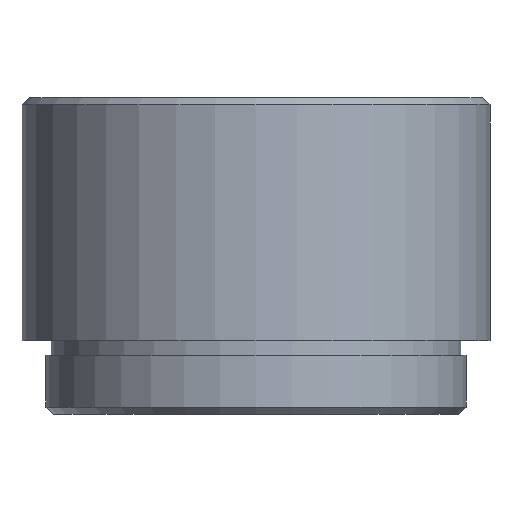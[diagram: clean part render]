
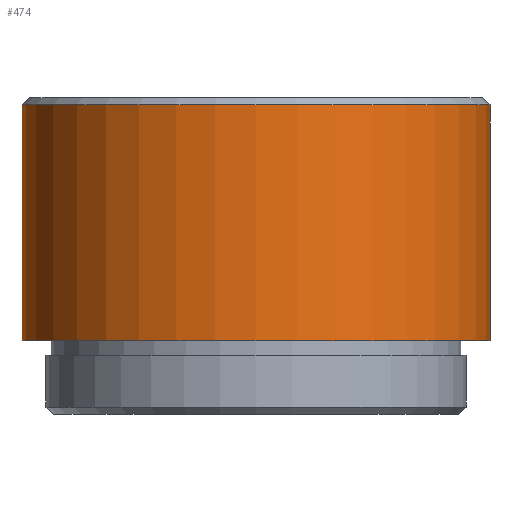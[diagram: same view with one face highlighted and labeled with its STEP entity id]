
A CAD part, front view. The second image highlights one B-rep face of the part: STEP entity #474.
In plain terms, the highlighted cylindrical face has radius 15.878 mm (diameter 31.756 mm), a partial arc.
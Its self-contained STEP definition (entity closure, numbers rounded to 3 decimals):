
#17 = CARTESIAN_POINT ( 'NONE',  ( -15.878, 0., 21. ) ) ;
#58 = DIRECTION ( 'NONE',  ( 0., 0., -1. ) ) ;
#64 = AXIS2_PLACEMENT_3D ( 'NONE', #295, #1243, #165 ) ;
#75 = ORIENTED_EDGE ( 'NONE', *, *, #403, .F. ) ;
#117 = EDGE_CURVE ( 'NONE', #1543, #256, #232, .T. ) ;
#132 = ORIENTED_EDGE ( 'NONE', *, *, #117, .T. ) ;
#146 = ORIENTED_EDGE ( 'NONE', *, *, #345, .T. ) ;
#165 = DIRECTION ( 'NONE',  ( -1., 0., 0. ) ) ;
#183 = CYLINDRICAL_SURFACE ( 'NONE', #64, 15.878 ) ;
#228 = VECTOR ( 'NONE', #1110, 1000. ) ;
#232 = LINE ( 'NONE', #1654, #824 ) ;
#255 = DIRECTION ( 'NONE',  ( 1., 0., 0. ) ) ;
#256 = VERTEX_POINT ( 'NONE', #1311 ) ;
#261 = CARTESIAN_POINT ( 'NONE',  ( 0., 0., 21. ) ) ;
#295 = CARTESIAN_POINT ( 'NONE',  ( 0., 0., 21.5 ) ) ;
#345 = EDGE_CURVE ( 'NONE', #1155, #1543, #1051, .T. ) ;
#398 = CARTESIAN_POINT ( 'NONE',  ( 15.878, 0., 5. ) ) ;
#403 = EDGE_CURVE ( 'NONE', #1155, #861, #1379, .T. ) ;
#474 = ADVANCED_FACE ( 'NONE', ( #1369 ), #183, .T. ) ;
#735 = AXIS2_PLACEMENT_3D ( 'NONE', #1192, #796, #1320 ) ;
#796 = DIRECTION ( 'NONE',  ( 0., 0., -1. ) ) ;
#824 = VECTOR ( 'NONE', #58, 1000. ) ;
#861 = VERTEX_POINT ( 'NONE', #398 ) ;
#1051 = CIRCLE ( 'NONE', #1277, 15.878 ) ;
#1099 = CARTESIAN_POINT ( 'NONE',  ( 15.878, 0., 21.5 ) ) ;
#1110 = DIRECTION ( 'NONE',  ( 0., 0., -1. ) ) ;
#1131 = EDGE_LOOP ( 'NONE', ( #75, #146, #132, #1376 ) ) ;
#1155 = VERTEX_POINT ( 'NONE', #1322 ) ;
#1192 = CARTESIAN_POINT ( 'NONE',  ( 0., 0., 5. ) ) ;
#1209 = DIRECTION ( 'NONE',  ( 0., 0., -1. ) ) ;
#1243 = DIRECTION ( 'NONE',  ( 0., 0., -1. ) ) ;
#1277 = AXIS2_PLACEMENT_3D ( 'NONE', #261, #1209, #255 ) ;
#1311 = CARTESIAN_POINT ( 'NONE',  ( -15.878, 0., 5. ) ) ;
#1320 = DIRECTION ( 'NONE',  ( -1., 0., 0. ) ) ;
#1322 = CARTESIAN_POINT ( 'NONE',  ( 15.878, 0., 21. ) ) ;
#1334 = EDGE_CURVE ( 'NONE', #861, #256, #1425, .T. ) ;
#1369 = FACE_OUTER_BOUND ( 'NONE', #1131, .T. ) ;
#1376 = ORIENTED_EDGE ( 'NONE', *, *, #1334, .F. ) ;
#1379 = LINE ( 'NONE', #1099, #228 ) ;
#1425 = CIRCLE ( 'NONE', #735, 15.878 ) ;
#1543 = VERTEX_POINT ( 'NONE', #17 ) ;
#1654 = CARTESIAN_POINT ( 'NONE',  ( -15.878, 0., 21.5 ) ) ;
